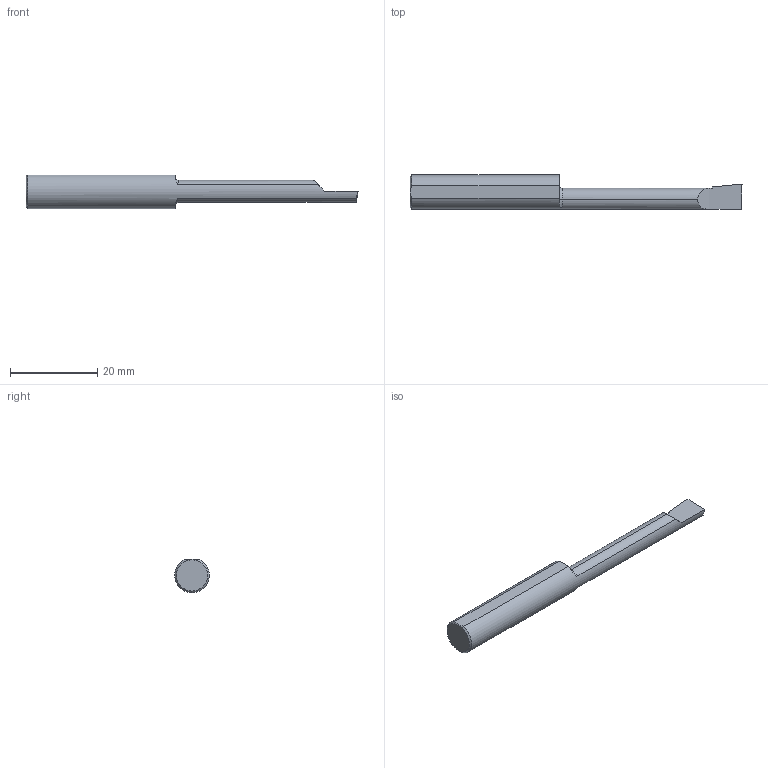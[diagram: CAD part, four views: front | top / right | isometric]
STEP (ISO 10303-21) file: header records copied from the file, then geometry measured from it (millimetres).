
FILE_DESCRIPTION (( 'STEP AP203' ), '1' );
FILE_NAME ('213573-B2301600R.STEP', '2024-04-11T21:29:54', ( '' ), ( '' ), 'SwSTEP 2.0', 'SolidWorks 2022', '' );
FILE_SCHEMA (( 'CONFIG_CONTROL_DESIGN' ));
Length unit declared in the file: inch
Products named in the file (1): 213573-B2301600R
Bounding box: 76.2 x 7.93 x 7.65 mm (x, y, z)
Volume: 2417.2 mm3; surface area: 1577.1 mm2
Topology: 1 solids, 1 shells, 23 faces, 58 edges, 37 vertices
Faces by surface type: plane 12, cylinder 6, torus 3, cone 2
Entity records: 796 total; most frequent: CARTESIAN_POINT 182, ORIENTED_EDGE 116, DIRECTION 110, EDGE_CURVE 58, AXIS2_PLACEMENT_3D 41, VERTEX_POINT 37, VECTOR 28, LINE 28
